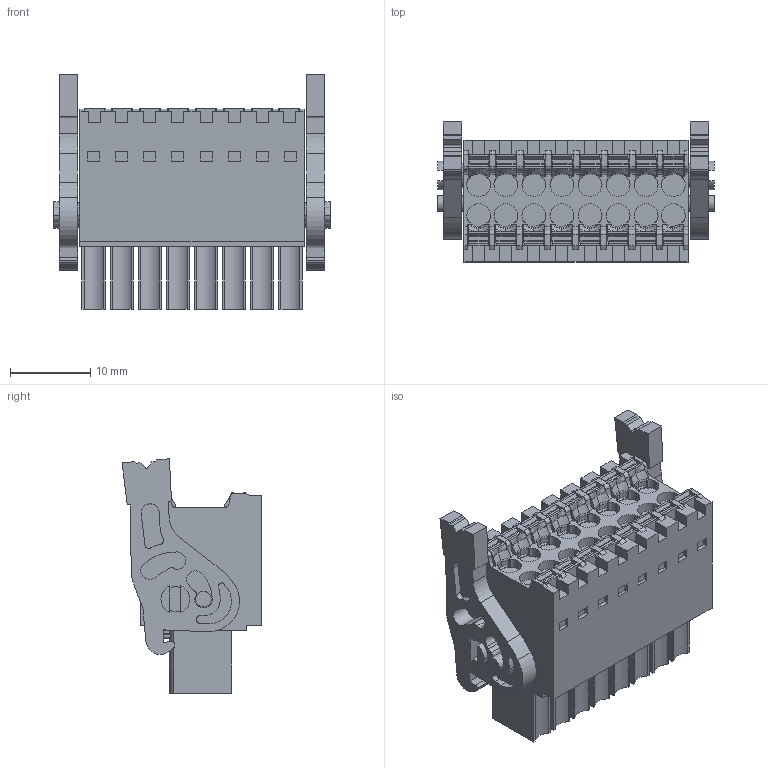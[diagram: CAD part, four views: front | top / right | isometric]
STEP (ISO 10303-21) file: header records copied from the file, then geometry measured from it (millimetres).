
FILE_DESCRIPTION(('CATIA V5 STEP','CAx-IF Rec.Pracs.--- Model Styling and Organization---1.4--- 2014-01-23'),'2;1');
FILE_NAME ('D1450510_1', '2023-08-22T06:50:29+00:00', ('none'), ('Weidmueller'), 'CATIA Version 5-6 Release 2016 SP3 HF44', 'CATIA V5 STEP AP214', 'none');
FILE_SCHEMA(('AUTOMOTIVE_DESIGN { 1 0 10303 214 1 1 1 1 }'));
Length unit declared in the file: millimetre
Products named in the file (1): 1278290000
Bounding box: 34.5 x 17.45 x 29.28 mm (x, y, z)
Volume: 8512.3 mm3; surface area: 6469.1 mm2
Topology: 19 solids, 19 shells, 1297 faces, 3744 edges, 2537 vertices
Faces by surface type: plane 806, cylinder 205, extrusion 127, torus 95, cone 32, bspline 32
Entity records: 45047 total; most frequent: CARTESIAN_POINT 13912, ORIENTED_EDGE 7488, DIRECTION 4550, EDGE_CURVE 3744, VECTOR 2697, LINE 2570, VERTEX_POINT 2537, EDGE_LOOP 1361
